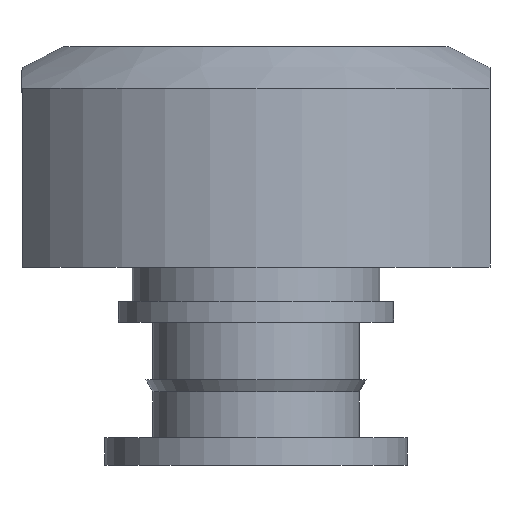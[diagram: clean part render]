
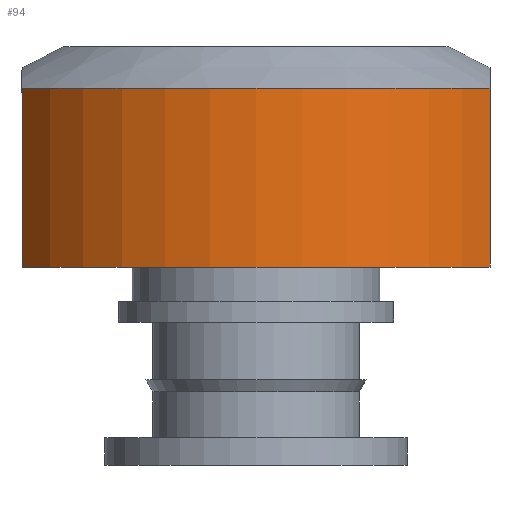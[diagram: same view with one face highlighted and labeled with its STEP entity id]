
A CAD part, front view. The second image highlights one B-rep face of the part: STEP entity #94.
In plain terms, the highlighted cylindrical face has radius 10 mm (diameter 20 mm), a partial arc.
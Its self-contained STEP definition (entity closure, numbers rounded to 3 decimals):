
#94=ADVANCED_FACE('',(#162),#188,.T.);
#138=VERTEX_POINT('',#140);
#140=CARTESIAN_POINT('',(-8.5,-5.268,
   7.2));
#142=CIRCLE('',#143,10.);
#143=AXIS2_PLACEMENT_3D('',#144,#145,#146);
#144=CARTESIAN_POINT('',(0.,0.,7.2));
#145=DIRECTION('',(0.,0.,1.));
#146=DIRECTION('',(1.,0.,0.));
#154=VERTEX_POINT('',#155);
#155=CARTESIAN_POINT('',(8.5,-5.268,
   7.2));
#156=EDGE_CURVE('',#138,#154,#142,.T.);
#162=FACE_OUTER_BOUND('',#163,.T.);
#163=EDGE_LOOP('',(#164,#165,#166,#167));
#164=ORIENTED_EDGE('',*,*,#168,.F.);
#165=ORIENTED_EDGE('',*,*,#156,.T.);
#166=ORIENTED_EDGE('',*,*,#175,.T.);
#167=ORIENTED_EDGE('',*,*,#182,.F.);
#168=EDGE_CURVE('',#138,#173,#169,.T.);
#169=LINE('',#170,#171);
#170=CARTESIAN_POINT('',(-8.5,-5.268,
   -15.998));
#171=VECTOR('',#172,1.);
#172=DIRECTION('',(0.,0.,1.));
#173=VERTEX_POINT('',#174);
#174=CARTESIAN_POINT('',(-8.5,-5.268,13.7));
#175=EDGE_CURVE('',#154,#180,#176,.T.);
#176=LINE('',#177,#178);
#177=CARTESIAN_POINT('',(8.5,-5.268,
   -16.91));
#178=VECTOR('',#179,1.);
#179=DIRECTION('',(0.,0.,1.));
#180=VERTEX_POINT('',#181);
#181=CARTESIAN_POINT('',(8.5,-5.268,13.7));
#182=EDGE_CURVE('',#173,#180,#183,.T.);
#183=CIRCLE('',#184,10.);
#184=AXIS2_PLACEMENT_3D('',#185,#186,#187);
#185=CARTESIAN_POINT('',(0.,0.,13.7));
#186=DIRECTION('',(0.,0.,1.));
#187=DIRECTION('',(1.,0.,0.));
#188=CYLINDRICAL_SURFACE('',#189,10.);
#189=AXIS2_PLACEMENT_3D('',#190,#191,#192);
#190=CARTESIAN_POINT('',(0.,0.,4.5));
#191=DIRECTION('',(0.,0.,1.));
#192=DIRECTION('',(1.,0.,0.));
